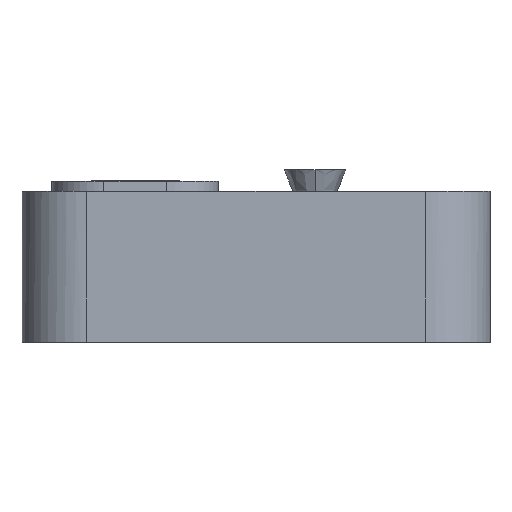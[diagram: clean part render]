
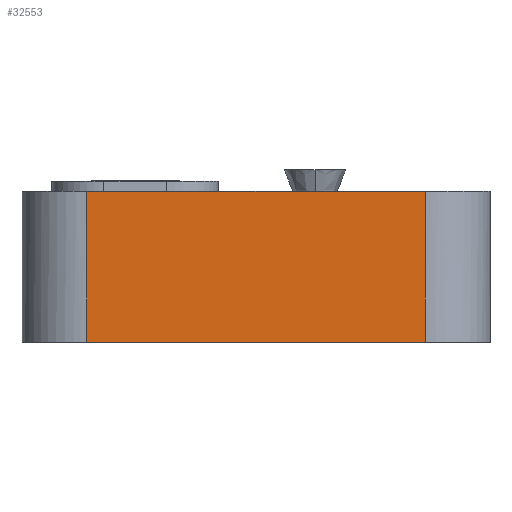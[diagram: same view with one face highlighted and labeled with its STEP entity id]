
A CAD part, left-side view. The second image highlights one B-rep face of the part: STEP entity #32553.
In plain terms, the highlighted free-form (B-spline) face has degree [1, 1] with [2, 2] control points.
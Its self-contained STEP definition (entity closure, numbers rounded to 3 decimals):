
#32036 = VERTEX_POINT('',#32037);
#32037 = CARTESIAN_POINT('',(-20.849,7.636,
    -12.588));
#32043 = EDGE_CURVE('',#32044,#32036,#32046,.T.);
#32044 = VERTEX_POINT('',#32045);
#32045 = CARTESIAN_POINT('',(-20.849,24.716,
    -12.588));
#32046 = B_SPLINE_CURVE_WITH_KNOTS('',1,(#32047,#32048),.UNSPECIFIED.,
  .F.,.F.,(2,2),(-13.,0.),.PIECEWISE_BEZIER_KNOTS.);
#32047 = CARTESIAN_POINT('',(-20.849,24.716,
    -12.588));
#32048 = CARTESIAN_POINT('',(-20.849,7.636,
    -12.588));
#32342 = VERTEX_POINT('',#32343);
#32343 = CARTESIAN_POINT('',(-20.849,24.716,
    -4.968));
#32351 = EDGE_CURVE('',#32342,#32352,#32354,.T.);
#32352 = VERTEX_POINT('',#32353);
#32353 = CARTESIAN_POINT('',(-20.849,7.636,
    -4.968));
#32354 = B_SPLINE_CURVE_WITH_KNOTS('',1,(#32355,#32356),.UNSPECIFIED.,
  .F.,.F.,(2,2),(-13.,0.),.PIECEWISE_BEZIER_KNOTS.);
#32355 = CARTESIAN_POINT('',(-20.849,24.716,
    -4.968));
#32356 = CARTESIAN_POINT('',(-20.849,7.636,
    -4.968));
#32448 = EDGE_CURVE('',#32352,#32036,#32449,.T.);
#32449 = B_SPLINE_CURVE_WITH_KNOTS('',1,(#32450,#32451),.UNSPECIFIED.,
  .F.,.F.,(2,2),(-1.,4.8),.PIECEWISE_BEZIER_KNOTS.);
#32450 = CARTESIAN_POINT('',(-20.849,7.636,
    -4.968));
#32451 = CARTESIAN_POINT('',(-20.849,7.636,
    -12.588));
#32540 = EDGE_CURVE('',#32342,#32044,#32541,.T.);
#32541 = B_SPLINE_CURVE_WITH_KNOTS('',1,(#32542,#32543),.UNSPECIFIED.,
  .F.,.F.,(2,2),(-1.,4.8),.PIECEWISE_BEZIER_KNOTS.);
#32542 = CARTESIAN_POINT('',(-20.849,24.716,
    -4.968));
#32543 = CARTESIAN_POINT('',(-20.849,24.716,
    -12.588));
#32553 = ADVANCED_FACE('',(#32554),#32560,.F.);
#32554 = FACE_BOUND('',#32555,.T.);
#32555 = EDGE_LOOP('',(#32556,#32557,#32558,#32559));
#32556 = ORIENTED_EDGE('',*,*,#32043,.T.);
#32557 = ORIENTED_EDGE('',*,*,#32448,.F.);
#32558 = ORIENTED_EDGE('',*,*,#32351,.F.);
#32559 = ORIENTED_EDGE('',*,*,#32540,.T.);
#32560 = B_SPLINE_SURFACE_WITH_KNOTS('',1,1,(
    (#32561,#32562)
    ,(#32563,#32564
    )),.UNSPECIFIED.,.F.,.F.,.F.,(2,2),(2,2),(0.,13.),(
    -4.8,1.),.PIECEWISE_BEZIER_KNOTS.);
#32561 = CARTESIAN_POINT('',(-20.849,7.636,
    -12.588));
#32562 = CARTESIAN_POINT('',(-20.849,7.636,
    -4.968));
#32563 = CARTESIAN_POINT('',(-20.849,24.716,
    -12.588));
#32564 = CARTESIAN_POINT('',(-20.849,24.716,
    -4.968));
